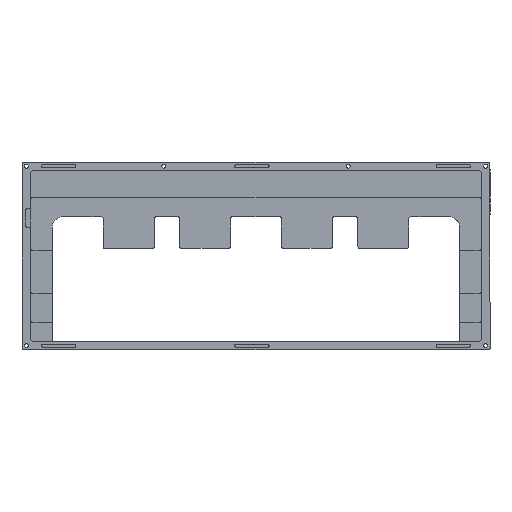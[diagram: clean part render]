
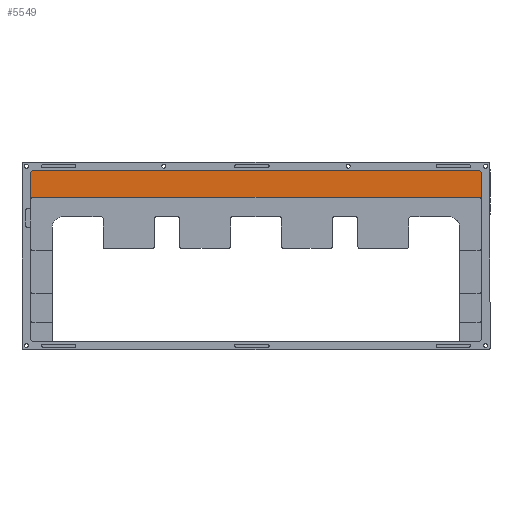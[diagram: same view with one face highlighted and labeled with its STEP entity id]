
A CAD part, top view. The second image highlights one B-rep face of the part: STEP entity #5549.
In plain terms, the highlighted planar face has unit normal (0, 0, 1).
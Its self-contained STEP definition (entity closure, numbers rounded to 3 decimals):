
#125 = ORIENTED_EDGE ( 'NONE', *, *, #1025, .F. ) ;
#239 = DIRECTION ( 'NONE',  ( 0., 1., 0. ) ) ;
#391 = EDGE_CURVE ( 'NONE', #3964, #6848, #3815, .T. ) ;
#413 = DIRECTION ( 'NONE',  ( 0., 0., -1. ) ) ;
#706 = VERTEX_POINT ( 'NONE', #786 ) ;
#709 = DIRECTION ( 'NONE',  ( 0., 0., -1. ) ) ;
#718 = AXIS2_PLACEMENT_3D ( 'NONE', #3653, #4840, #5917 ) ;
#786 = CARTESIAN_POINT ( 'NONE',  ( -163.225, 64.024, -3.396 ) ) ;
#907 = EDGE_CURVE ( 'NONE', #2024, #4735, #1205, .T. ) ;
#963 = ORIENTED_EDGE ( 'NONE', *, *, #6262, .F. ) ;
#965 = CARTESIAN_POINT ( 'NONE',  ( 169.975, 42.424, -3.396 ) ) ;
#969 = AXIS2_PLACEMENT_3D ( 'NONE', #6857, #709, #6365 ) ;
#1025 = EDGE_CURVE ( 'NONE', #3403, #706, #2403, .T. ) ;
#1205 = CIRCLE ( 'NONE', #2879, 1.6 ) ;
#1373 = LINE ( 'NONE', #3162, #1628 ) ;
#1604 = FACE_OUTER_BOUND ( 'NONE', #3226, .T. ) ;
#1628 = VECTOR ( 'NONE', #3122, 1000. ) ;
#1706 = EDGE_CURVE ( 'NONE', #5262, #2210, #4311, .T. ) ;
#1714 = CARTESIAN_POINT ( 'NONE',  ( 169.975, 44.024, -3.396 ) ) ;
#1948 = DIRECTION ( 'NONE',  ( -1., 0., 0. ) ) ;
#1953 = CARTESIAN_POINT ( 'NONE',  ( 169.575, 64.024, -3.396 ) ) ;
#2024 = VERTEX_POINT ( 'NONE', #1714 ) ;
#2141 = ORIENTED_EDGE ( 'NONE', *, *, #1706, .T. ) ;
#2169 = DIRECTION ( 'NONE',  ( -1., 0., 0. ) ) ;
#2200 = VECTOR ( 'NONE', #4336, 1000. ) ;
#2210 = VERTEX_POINT ( 'NONE', #7094 ) ;
#2403 = CIRCLE ( 'NONE', #5002, 2. ) ;
#2517 = CARTESIAN_POINT ( 'NONE',  ( -165.225, 62.024, -3.396 ) ) ;
#2879 = AXIS2_PLACEMENT_3D ( 'NONE', #965, #413, #1948 ) ;
#3122 = DIRECTION ( 'NONE',  ( 1., 0., 0. ) ) ;
#3154 = VECTOR ( 'NONE', #239, 1000. ) ;
#3162 = CARTESIAN_POINT ( 'NONE',  ( 169.575, 64.024, -3.396 ) ) ;
#3226 = EDGE_LOOP ( 'NONE', ( #4862, #4612, #4547, #5320, #963, #125, #6219, #2141 ) ) ;
#3285 = CARTESIAN_POINT ( 'NONE',  ( -170.625, -69.025, -3.396 ) ) ;
#3403 = VERTEX_POINT ( 'NONE', #5060 ) ;
#3653 = CARTESIAN_POINT ( 'NONE',  ( 169.575, 62.024, -3.396 ) ) ;
#3815 = CIRCLE ( 'NONE', #718, 2. ) ;
#3856 = EDGE_CURVE ( 'NONE', #5262, #3403, #4786, .T. ) ;
#3890 = EDGE_CURVE ( 'NONE', #2024, #2210, #4233, .T. ) ;
#3916 = DIRECTION ( 'NONE',  ( 0., 0., -1. ) ) ;
#3958 = EDGE_CURVE ( 'NONE', #6848, #4735, #5337, .T. ) ;
#3964 = VERTEX_POINT ( 'NONE', #1953 ) ;
#4045 = CARTESIAN_POINT ( 'NONE',  ( -165.225, 42.424, -3.396 ) ) ;
#4233 = LINE ( 'NONE', #5446, #2200 ) ;
#4311 = CIRCLE ( 'NONE', #969, 1.6 ) ;
#4336 = DIRECTION ( 'NONE',  ( -1., 0., 0. ) ) ;
#4417 = CARTESIAN_POINT ( 'NONE',  ( 171.575, 62.024, -3.396 ) ) ;
#4547 = ORIENTED_EDGE ( 'NONE', *, *, #3958, .F. ) ;
#4612 = ORIENTED_EDGE ( 'NONE', *, *, #907, .T. ) ;
#4735 = VERTEX_POINT ( 'NONE', #5323 ) ;
#4786 = LINE ( 'NONE', #2517, #3154 ) ;
#4840 = DIRECTION ( 'NONE',  ( 0., 0., -1. ) ) ;
#4862 = ORIENTED_EDGE ( 'NONE', *, *, #3890, .F. ) ;
#4929 = VECTOR ( 'NONE', #5927, 1000. ) ;
#5002 = AXIS2_PLACEMENT_3D ( 'NONE', #6739, #7266, #2169 ) ;
#5060 = CARTESIAN_POINT ( 'NONE',  ( -165.225, 62.024, -3.396 ) ) ;
#5176 = AXIS2_PLACEMENT_3D ( 'NONE', #3285, #3916, #5506 ) ;
#5262 = VERTEX_POINT ( 'NONE', #4045 ) ;
#5320 = ORIENTED_EDGE ( 'NONE', *, *, #391, .F. ) ;
#5323 = CARTESIAN_POINT ( 'NONE',  ( 171.575, 42.424, -3.396 ) ) ;
#5337 = LINE ( 'NONE', #7051, #4929 ) ;
#5446 = CARTESIAN_POINT ( 'NONE',  ( 265.583, 44.024, -3.396 ) ) ;
#5506 = DIRECTION ( 'NONE',  ( -1., 0., 0. ) ) ;
#5549 = ADVANCED_FACE ( 'NONE', ( #1604 ), #6736, .F. ) ;
#5917 = DIRECTION ( 'NONE',  ( -1., 0., 0. ) ) ;
#5927 = DIRECTION ( 'NONE',  ( 0., -1., 0. ) ) ;
#6219 = ORIENTED_EDGE ( 'NONE', *, *, #3856, .F. ) ;
#6262 = EDGE_CURVE ( 'NONE', #706, #3964, #1373, .T. ) ;
#6365 = DIRECTION ( 'NONE',  ( -1., 0., 0. ) ) ;
#6736 = PLANE ( 'NONE',  #5176 ) ;
#6739 = CARTESIAN_POINT ( 'NONE',  ( -163.225, 62.024, -3.396 ) ) ;
#6848 = VERTEX_POINT ( 'NONE', #4417 ) ;
#6857 = CARTESIAN_POINT ( 'NONE',  ( -163.625, 42.424, -3.396 ) ) ;
#7051 = CARTESIAN_POINT ( 'NONE',  ( 171.575, 0., -3.396 ) ) ;
#7094 = CARTESIAN_POINT ( 'NONE',  ( -163.625, 44.024, -3.396 ) ) ;
#7266 = DIRECTION ( 'NONE',  ( 0., 0., -1. ) ) ;
